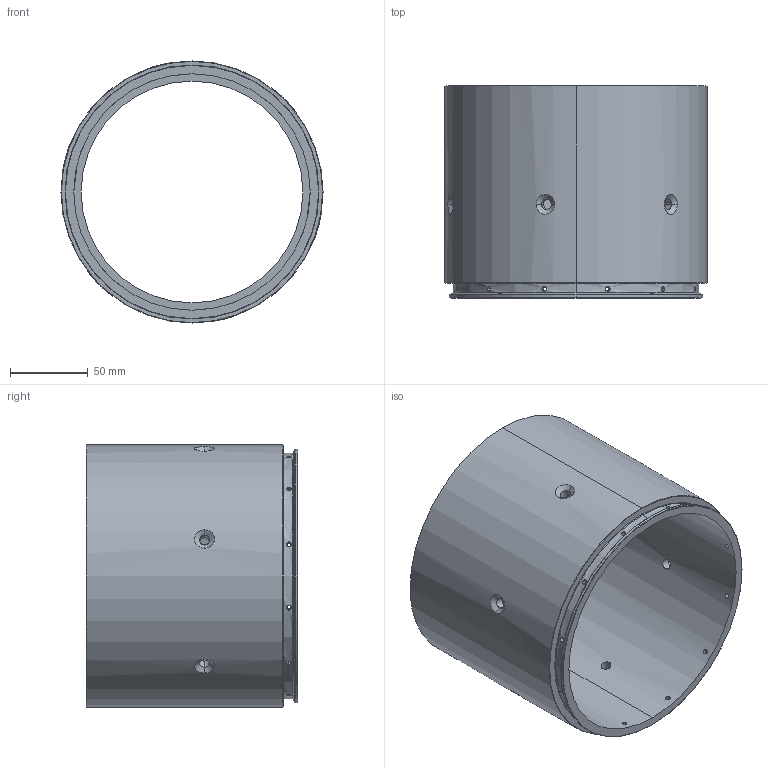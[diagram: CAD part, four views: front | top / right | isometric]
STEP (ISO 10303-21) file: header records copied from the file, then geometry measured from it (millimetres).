
FILE_DESCRIPTION (( 'STEP AP203' ), '1' );
FILE_NAME ('Top_ring.STEP', '2019-04-04T20:33:02', ( '' ), ( '' ), 'SwSTEP 2.0', 'SolidWorks 2018', '' );
FILE_SCHEMA (( 'CONFIG_CONTROL_DESIGN' ));
Length unit declared in the file: inch
Products named in the file (1): Top_ring
Bounding box: 168.91 x 136.61 x 168.91 mm (x, y, z)
Volume: 532687.7 mm3; surface area: 153249.3 mm2
Topology: 1 solids, 1 shells, 118 faces, 313 edges, 200 vertices
Faces by surface type: cylinder 89, cone 20, plane 5, torus 4
Entity records: 5781 total; most frequent: CARTESIAN_POINT 2721, ORIENTED_EDGE 626, DIRECTION 611, EDGE_CURVE 313, AXIS2_PLACEMENT_3D 251, VERTEX_POINT 200, EDGE_LOOP 159, CIRCLE 132
